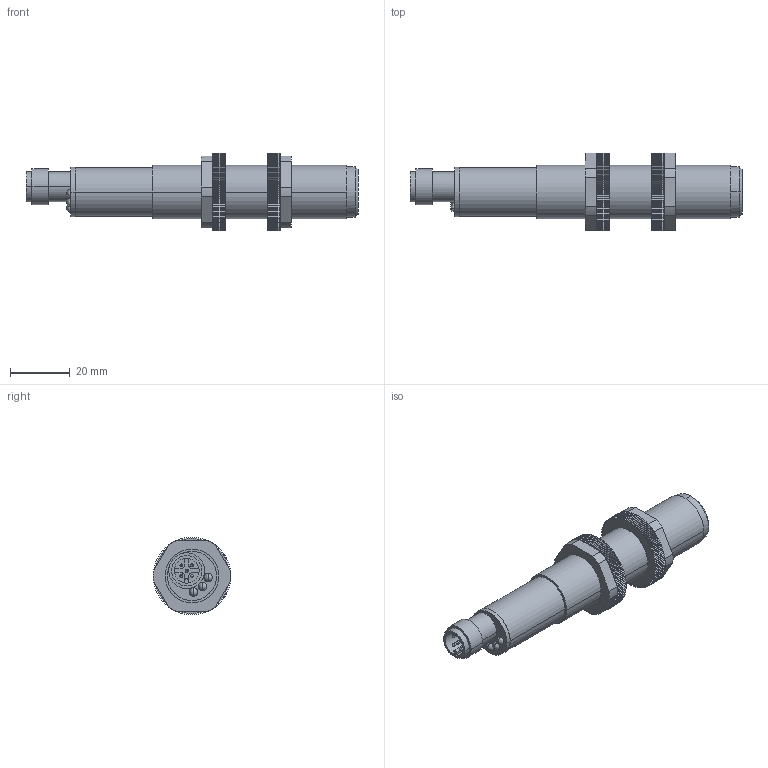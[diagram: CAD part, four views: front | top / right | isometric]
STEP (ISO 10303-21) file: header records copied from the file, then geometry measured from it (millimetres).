
FILE_DESCRIPTION (( 'STEP AP203' ), '1' );
FILE_NAME ('180E.STEP', '2013-09-09T11:40:15', ( 'Haig_DELL_Lap' ), ( '' ), 'SwSTEP 2.0', 'SolidWorks 2005354', '' );
FILE_SCHEMA (( 'CONFIG_CONTROL_DESIGN' ));
Length unit declared in the file: millimetre
Products named in the file (7): 180_Standard; Sensorgehäuse_M18x3_Standard; 180E; Rändelmutter_M18x3_Standard; LED_gr黱1_Standard; Stecker mit LED`s1_Standard; LED_gelb1_Standard
Assembly tree (8 placements, depth 2):
  180E
    Rändelmutter_M18x3_Standard  x2
    Sensorgehäuse_M18x3_Standard
    LED_gelb1_Standard  x2
    LED_gr黱1_Standard
    180_Standard
    Stecker mit LED`s1_Standard
Bounding box: 111.2 x 26 x 26 mm (x, y, z)
Volume: 14770.7 mm3; surface area: 15958.1 mm2
Topology: 7 solids, 13 shells, 1046 faces, 2945 edges, 1914 vertices
Faces by surface type: plane 732, cylinder 288, cone 10, bspline 8, sphere 8
Entity records: 19701 total; most frequent: CARTESIAN_POINT 3389, DIRECTION 3301, ORIENTED_EDGE 3244, EDGE_CURVE 1626, VECTOR 1153, LINE 1153, AXIS2_PLACEMENT_3D 1074, VERTEX_POINT 1066
